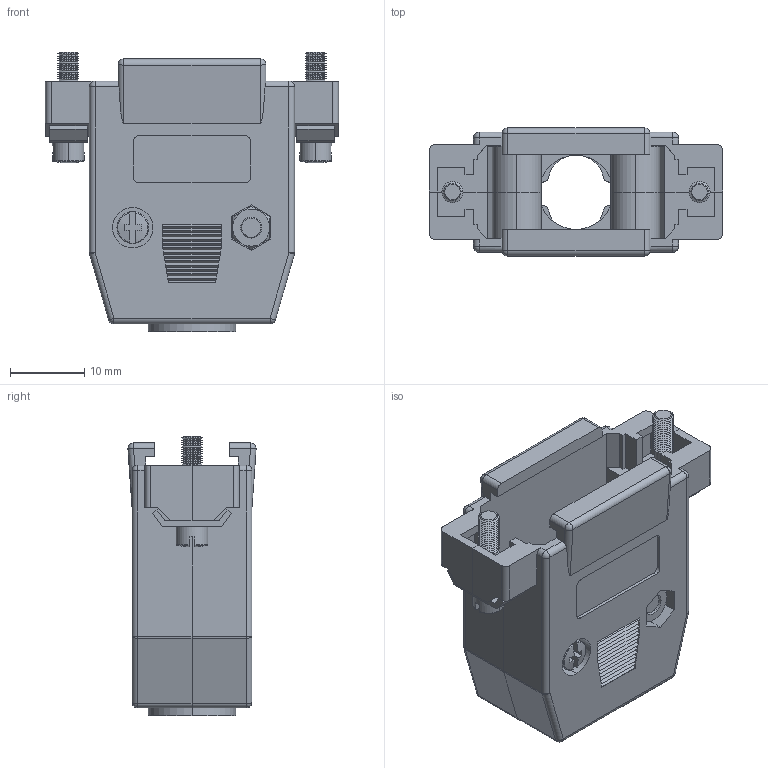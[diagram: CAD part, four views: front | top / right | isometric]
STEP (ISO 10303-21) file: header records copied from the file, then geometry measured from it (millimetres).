
FILE_DESCRIPTION (( 'STEP AP214' ), '1' );
FILE_NAME ('FM1031_3D.step', '2023-10-04T16:30:46', ( '' ), ( '' ), 'SwSTEP 2.0', 'SolidWorks 2022', '' );
FILE_SCHEMA (( 'AUTOMOTIVE_DESIGN' ));
Length unit declared in the file: inch
Products named in the file (8): Copy of SDC15B-MA6^FM1031_Defailt; Copy of SDC15B-MA7^FM1031; Copy of SDC15B-MA4^FM1031_DEFAULT; Copy of SDC15B-MA1^FM1031; Copy of SDC15B-MA5^FM1031_Defailt; FM1031_3D; Copy of SDC15B-MA3^FM1031; Copy of SDC15B-MA2^FM1031_Defailt
Assembly tree (14 placements, depth 2):
  FM1031_3D
    Copy of SDC15B-MA1^FM1031  x2
    Copy of SDC15B-MA2^FM1031_Defailt  x2
    Copy of SDC15B-MA3^FM1031  x2
    Copy of SDC15B-MA4^FM1031_DEFAULT  x2
    Copy of SDC15B-MA5^FM1031_Defailt  x2
    Copy of SDC15B-MA6^FM1031_Defailt  x2
    Copy of SDC15B-MA7^FM1031  x2
Bounding box: 39.6 x 17.31 x 37.82 mm (x, y, z)
Volume: 7298.4 mm3; surface area: 10698.1 mm2
Topology: 14 solids, 14 shells, 860 faces, 2156 edges, 1334 vertices
Faces by surface type: plane 396, cylinder 226, cone 192, sphere 28, torus 18
Entity records: 14799 total; most frequent: CARTESIAN_POINT 2508, DIRECTION 2326, ORIENTED_EDGE 2136, EDGE_CURVE 1068, AXIS2_PLACEMENT_3D 851, VERTEX_POINT 665, VECTOR 624, LINE 624
